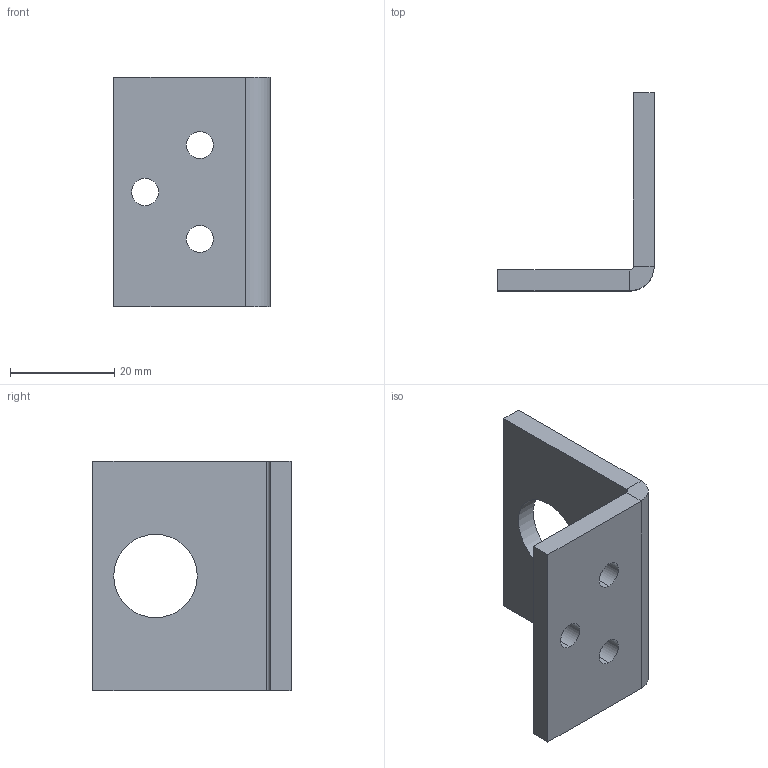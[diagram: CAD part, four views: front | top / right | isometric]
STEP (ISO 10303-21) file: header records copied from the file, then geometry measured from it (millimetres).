
FILE_DESCRIPTION (( 'STEP AP214' ), '1' );
FILE_NAME ('GH-36203.STEP', '2020-02-25T03:50:49', ( 'LinWei' ), ( '' ), 'SwSTEP 2.0', 'SolidWorks 2016', '' );
FILE_SCHEMA (( 'AUTOMOTIVE_DESIGN' ));
Length unit declared in the file: millimetre
Products named in the file (2): GH-36203  4301972-1^493789(GH-36202M); GH-36203
Assembly tree (1 placements, depth 2):
  GH-36203
    GH-36203  4301972-1^493789(GH-36202M)
Bounding box: 30 x 38 x 44 mm (x, y, z)
Volume: 9998.2 mm3; surface area: 6250.8 mm2
Topology: 1 solids, 1 shells, 22 faces, 52 edges, 32 vertices
Faces by surface type: plane 12, cylinder 10
Entity records: 714 total; most frequent: DIRECTION 124, CARTESIAN_POINT 110, ORIENTED_EDGE 104, EDGE_CURVE 52, AXIS2_PLACEMENT_3D 46, LINE 32, VERTEX_POINT 32, VECTOR 32
